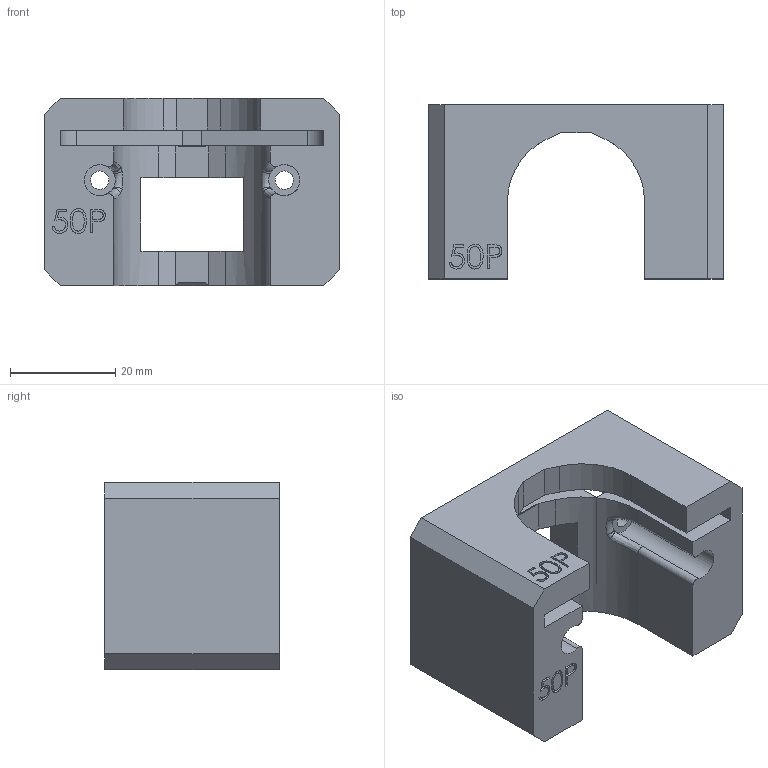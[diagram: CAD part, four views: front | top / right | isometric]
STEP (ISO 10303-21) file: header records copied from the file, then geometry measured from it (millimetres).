
FILE_DESCRIPTION (( 'STEP AP214' ), '1' );
FILE_NAME ('50mL BD Plastic Holder v1.3.STEP', '2024-12-03T16:12:49', ( '' ), ( '' ), 'SwSTEP 2.0', 'SolidWorks 2024', '' );
FILE_SCHEMA (( 'AUTOMOTIVE_DESIGN' ));
Length unit declared in the file: millimetre
Products named in the file (1): 50mL BD Plastic Holder v1.3
Bounding box: 56 x 33.05 x 35.5 mm (x, y, z)
Volume: 29075.5 mm3; surface area: 12741.1 mm2
Topology: 1 solids, 1 shells, 172 faces, 473 edges, 310 vertices
Faces by surface type: plane 99, bspline 56, cylinder 17
Entity records: 8864 total; most frequent: CARTESIAN_POINT 4824, ORIENTED_EDGE 946, DIRECTION 631, EDGE_CURVE 473, LINE 313, VECTOR 313, VERTEX_POINT 310, EDGE_LOOP 189
